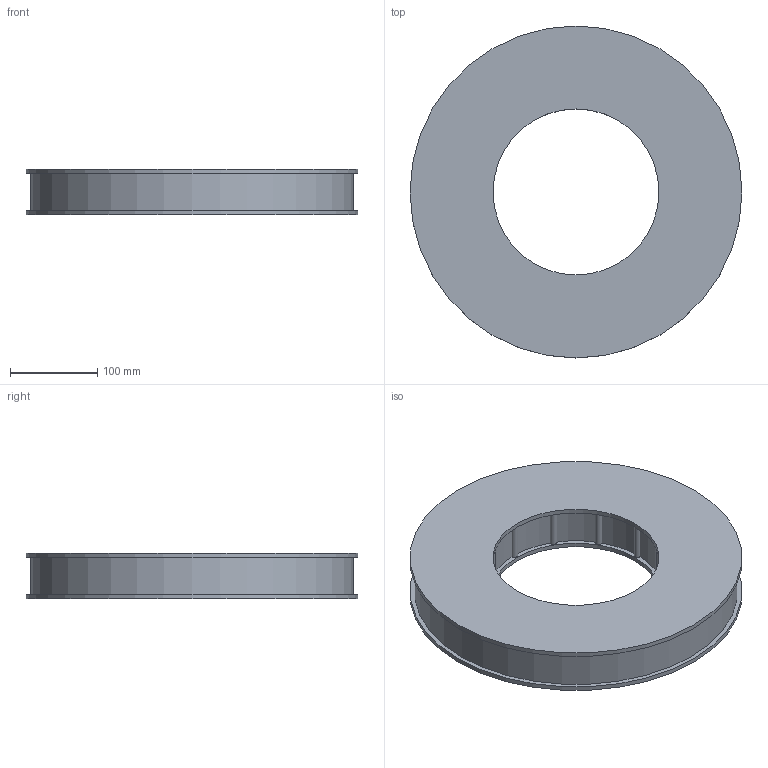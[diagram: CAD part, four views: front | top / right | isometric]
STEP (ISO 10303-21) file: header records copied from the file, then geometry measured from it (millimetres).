
FILE_DESCRIPTION(('Open CASCADE Model'),'2;1');
FILE_NAME('Open CASCADE Shape Model','2025-07-22T18:42:58',('Author'),( 'Open CASCADE'),'Open CASCADE STEP processor 7.7','Open CASCADE 7.7' ,'Unknown');
FILE_SCHEMA(('AUTOMOTIVE_DESIGN { 1 0 10303 214 1 1 1 1 }'));
Length unit declared in the file: millimetre
Products named in the file (9): b00a0bec-672b-11f0-b2e4-065ea4f38ea3; coil; coil_part; top_plate; top_plate_part; bottom_plate; bottom_plate_part; spacers; spacers_part
Assembly tree (8 placements, depth 3):
  b00a0bec-672b-11f0-b2e4-065ea4f38ea3
    coil
      coil_part
    top_plate
      top_plate_part
    bottom_plate
      bottom_plate_part
    spacers
      spacers_part
Bounding box: 380 x 380 x 52.5 mm (x, y, z)
Volume: 4110687.6 mm3; surface area: 600480.9 mm2
Topology: 15 solids, 15 shells, 48 faces, 54 edges, 36 vertices
Faces by surface type: plane 30, cylinder 18
Full cylindrical faces by diameter (mm): 8 x12, 190 x2, 200 x1, 370 x1, 380 x2
Entity records: 1886 total; most frequent: DIRECTION 312, CARTESIAN_POINT 255, ORIENTED_EDGE 108, PCURVE 108, DEFINITIONAL_REPRESENTATION 108, AXIS2_PLACEMENT_3D 93, LINE 90, VECTOR 90
